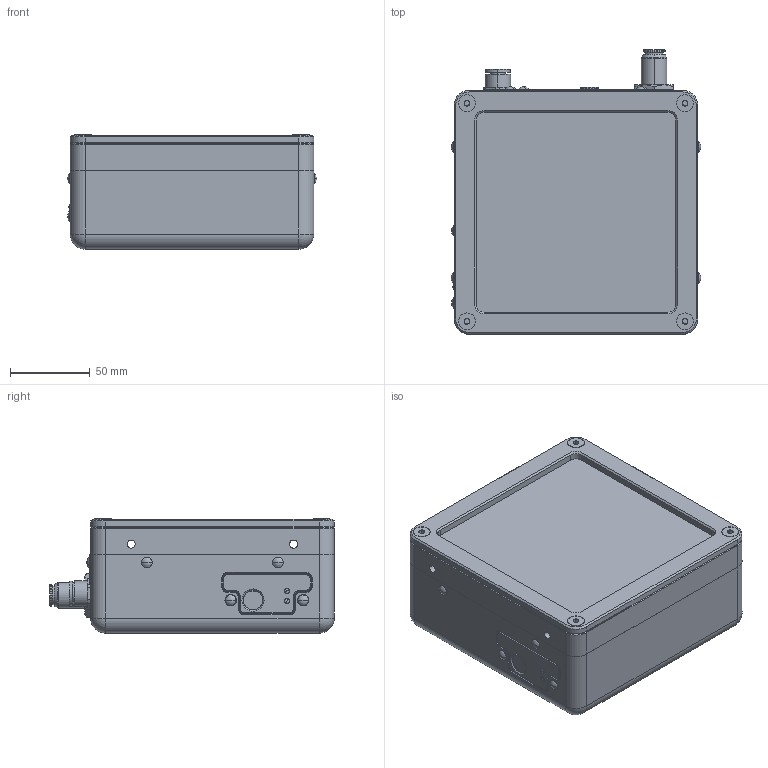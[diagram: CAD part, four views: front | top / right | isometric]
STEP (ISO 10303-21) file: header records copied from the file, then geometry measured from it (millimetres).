
FILE_DESCRIPTION (( 'STEP AP214' ), '1' );
FILE_NAME ('SK-10050- HP125A-15KW-HD-BLU.STEP', '2020-05-22T13:55:51', ( '' ), ( '' ), 'SwSTEP 2.0', 'SolidWorks 2019', '' );
FILE_SCHEMA (( 'AUTOMOTIVE_DESIGN' ));
Length unit declared in the file: millimetre
Products named in the file (2): SK-10050- HP125A-15KW-HD-BLU
Bounding box: 156.11 x 177.88 x 71.54 mm (x, y, z)
Surface area: 126286.6 mm2 (no closed solid volume)
Topology: 0 solids, 30 shells, 493 faces, 1331 edges, 873 vertices
Faces by surface type: plane 191, cylinder 177, cone 85, sphere 26, torus 10, bspline 4
Entity records: 18704 total; most frequent: CARTESIAN_POINT 3068, DIRECTION 2784, ORIENTED_EDGE 2352, EDGE_CURVE 1311, AXIS2_PLACEMENT_3D 1029, VERTEX_POINT 873, LINE 726, VECTOR 726
